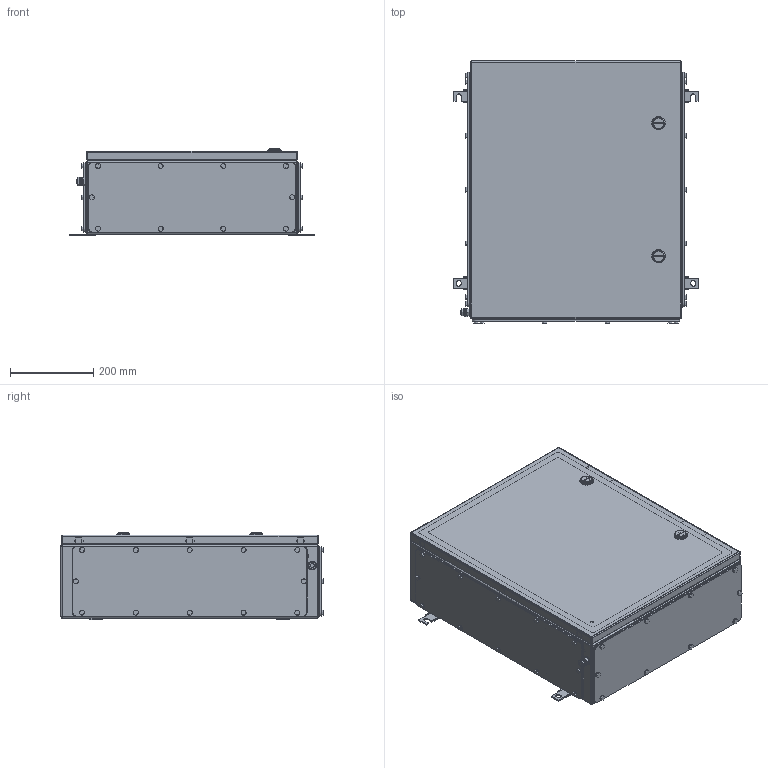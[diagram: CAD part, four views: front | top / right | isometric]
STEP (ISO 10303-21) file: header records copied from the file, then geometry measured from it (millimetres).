
FILE_DESCRIPTION(('CATIA V5 STEP Exchange','CAx-IF Rec.Pracs.--- Model Styling and Organization---1.4--- 2014-01-23'),'2;1');
FILE_NAME ('1530558-3_0_8000109913_8000109913_KTB_QL_625020_S4E3_LD.stp','2023-05-02T12:11:17+00:00',('none'),('Weidmueller'),'CATIA Version 5-6 Release 2016 SP3 HF44','CATIA V5 STEP AP214','none');
FILE_SCHEMA(('AUTOMOTIVE_DESIGN { 1 0 10303 214 1 1 1 1 }'));
Products named in the file (1): 8000109913 KTB QL 625020 S4E3
Bounding box: 589 x 631 x 209.8 mm (x, y, z)
Volume: 2710976.3 mm3; surface area: 2853403 mm2
Topology: 129 solids, 131 shells, 2641 faces, 6280 edges, 4022 vertices
Faces by surface type: cylinder 1256, plane 1093, cone 240, bspline 28, torus 16, sphere 8
Entity records: 85862 total; most frequent: CARTESIAN_POINT 26879, ORIENTED_EDGE 12328, DIRECTION 10460, EDGE_CURVE 6164, AXIS2_PLACEMENT_3D 4543, VERTEX_POINT 4022, VECTOR 3312, LINE 3312
